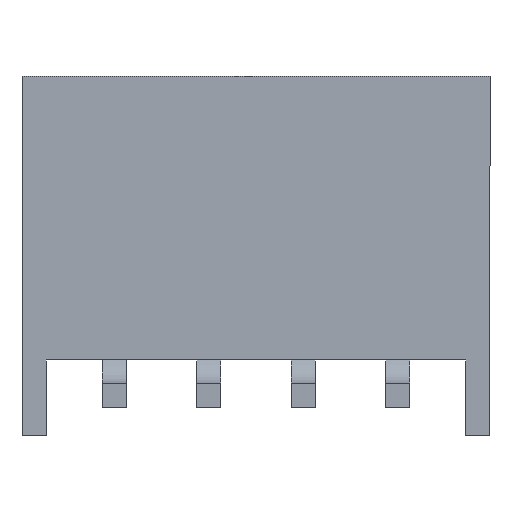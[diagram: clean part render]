
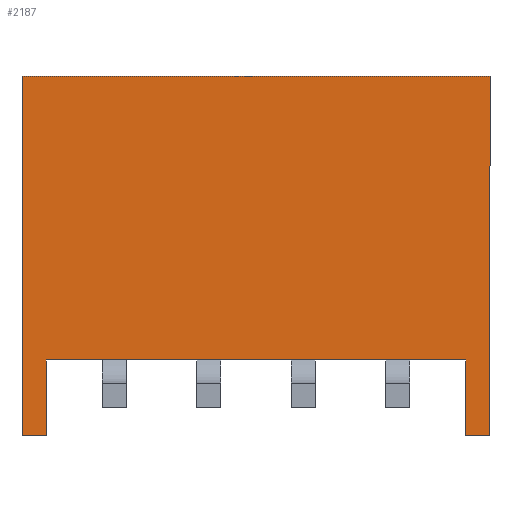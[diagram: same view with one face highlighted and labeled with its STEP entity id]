
A CAD part, front view. The second image highlights one B-rep face of the part: STEP entity #2187.
In plain terms, the highlighted planar face has unit normal (0, -1, 0).
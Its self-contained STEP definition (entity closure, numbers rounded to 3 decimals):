
#74 = ORIENTED_EDGE ( 'NONE', *, *, #2378, .F. ) ;
#105 = DIRECTION ( 'NONE',  ( 0., 0., -1. ) ) ;
#111 = DIRECTION ( 'NONE',  ( 0., 1., 0. ) ) ;
#112 = VECTOR ( 'NONE', #1613, 1000. ) ;
#184 = VECTOR ( 'NONE', #1679, 1000. ) ;
#218 = LINE ( 'NONE', #294, #1357 ) ;
#292 = ORIENTED_EDGE ( 'NONE', *, *, #1689, .F. ) ;
#294 = CARTESIAN_POINT ( 'NONE',  ( 4.95, -2.4, 0. ) ) ;
#321 = EDGE_CURVE ( 'NONE', #1292, #1039, #1314, .T. ) ;
#364 = CARTESIAN_POINT ( 'NONE',  ( -4.442, -2.4, -1.6 ) ) ;
#400 = LINE ( 'NONE', #2731, #2118 ) ;
#501 = ORIENTED_EDGE ( 'NONE', *, *, #321, .T. ) ;
#523 = VECTOR ( 'NONE', #105, 1000. ) ;
#554 = PLANE ( 'NONE',  #2428 ) ;
#612 = ORIENTED_EDGE ( 'NONE', *, *, #2689, .T. ) ;
#714 = CARTESIAN_POINT ( 'NONE',  ( 4.442, -2.4, 0. ) ) ;
#752 = DIRECTION ( 'NONE',  ( 0., 0., -1. ) ) ;
#959 = VECTOR ( 'NONE', #1255, 1000. ) ;
#965 = DIRECTION ( 'NONE',  ( -1., 0., 0. ) ) ;
#1025 = CARTESIAN_POINT ( 'NONE',  ( 4.95, -2.4, 6. ) ) ;
#1039 = VERTEX_POINT ( 'NONE', #1931 ) ;
#1058 = CARTESIAN_POINT ( 'NONE',  ( 4.442, -2.4, -1.6 ) ) ;
#1066 = CARTESIAN_POINT ( 'NONE',  ( 4.442, -2.4, 0. ) ) ;
#1072 = LINE ( 'NONE', #364, #1384 ) ;
#1126 = EDGE_CURVE ( 'NONE', #1906, #2014, #2742, .T. ) ;
#1255 = DIRECTION ( 'NONE',  ( 1., 0., 0. ) ) ;
#1292 = VERTEX_POINT ( 'NONE', #1451 ) ;
#1314 = LINE ( 'NONE', #1752, #112 ) ;
#1321 = VECTOR ( 'NONE', #1756, 1000. ) ;
#1346 = CARTESIAN_POINT ( 'NONE',  ( -4.95, -2.4, 6. ) ) ;
#1357 = VECTOR ( 'NONE', #2629, 1000. ) ;
#1384 = VECTOR ( 'NONE', #965, 1000. ) ;
#1388 = LINE ( 'NONE', #1546, #1321 ) ;
#1451 = CARTESIAN_POINT ( 'NONE',  ( -4.442, -2.4, -1.6 ) ) ;
#1459 = LINE ( 'NONE', #1346, #184 ) ;
#1469 = DIRECTION ( 'NONE',  ( -1., 0., 0. ) ) ;
#1546 = CARTESIAN_POINT ( 'NONE',  ( 4.442, -2.4, -1.6 ) ) ;
#1613 = DIRECTION ( 'NONE',  ( 0., 0., 1. ) ) ;
#1662 = ORIENTED_EDGE ( 'NONE', *, *, #1768, .T. ) ;
#1679 = DIRECTION ( 'NONE',  ( 0., 0., -1. ) ) ;
#1689 = EDGE_CURVE ( 'NONE', #1292, #1978, #1072, .T. ) ;
#1706 = CARTESIAN_POINT ( 'NONE',  ( -4.95, -2.4, -1.6 ) ) ;
#1725 = CARTESIAN_POINT ( 'NONE',  ( -4.95, -2.4, 6. ) ) ;
#1744 = LINE ( 'NONE', #714, #523 ) ;
#1752 = CARTESIAN_POINT ( 'NONE',  ( -4.442, -2.4, -1.6 ) ) ;
#1756 = DIRECTION ( 'NONE',  ( 1., 0., 0. ) ) ;
#1768 = EDGE_CURVE ( 'NONE', #1039, #2075, #218, .T. ) ;
#1793 = CARTESIAN_POINT ( 'NONE',  ( 4.95, -2.4, 6. ) ) ;
#1841 = ORIENTED_EDGE ( 'NONE', *, *, #1126, .F. ) ;
#1865 = EDGE_CURVE ( 'NONE', #2075, #1880, #1744, .T. ) ;
#1880 = VERTEX_POINT ( 'NONE', #1058 ) ;
#1906 = VERTEX_POINT ( 'NONE', #1725 ) ;
#1931 = CARTESIAN_POINT ( 'NONE',  ( -4.442, -2.4, 0. ) ) ;
#1933 = FACE_OUTER_BOUND ( 'NONE', #2207, .T. ) ;
#1978 = VERTEX_POINT ( 'NONE', #1706 ) ;
#1989 = VERTEX_POINT ( 'NONE', #2223 ) ;
#2014 = VERTEX_POINT ( 'NONE', #1793 ) ;
#2075 = VERTEX_POINT ( 'NONE', #1066 ) ;
#2118 = VECTOR ( 'NONE', #752, 1000. ) ;
#2187 = ADVANCED_FACE ( 'NONE', ( #1933 ), #554, .F. ) ;
#2207 = EDGE_LOOP ( 'NONE', ( #612, #292, #501, #1662, #2423, #2497, #74, #1841 ) ) ;
#2223 = CARTESIAN_POINT ( 'NONE',  ( 4.95, -2.4, -1.6 ) ) ;
#2378 = EDGE_CURVE ( 'NONE', #2014, #1989, #400, .T. ) ;
#2423 = ORIENTED_EDGE ( 'NONE', *, *, #1865, .T. ) ;
#2428 = AXIS2_PLACEMENT_3D ( 'NONE', #2765, #111, #1469 ) ;
#2497 = ORIENTED_EDGE ( 'NONE', *, *, #2865, .T. ) ;
#2629 = DIRECTION ( 'NONE',  ( 1., 0., 0. ) ) ;
#2689 = EDGE_CURVE ( 'NONE', #1906, #1978, #1459, .T. ) ;
#2731 = CARTESIAN_POINT ( 'NONE',  ( 4.95, -2.4, 6. ) ) ;
#2742 = LINE ( 'NONE', #1025, #959 ) ;
#2765 = CARTESIAN_POINT ( 'NONE',  ( 4.95, -2.4, 6. ) ) ;
#2865 = EDGE_CURVE ( 'NONE', #1880, #1989, #1388, .T. ) ;
